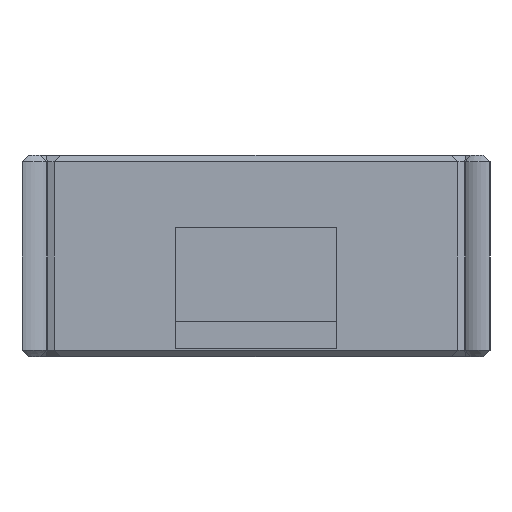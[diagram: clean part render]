
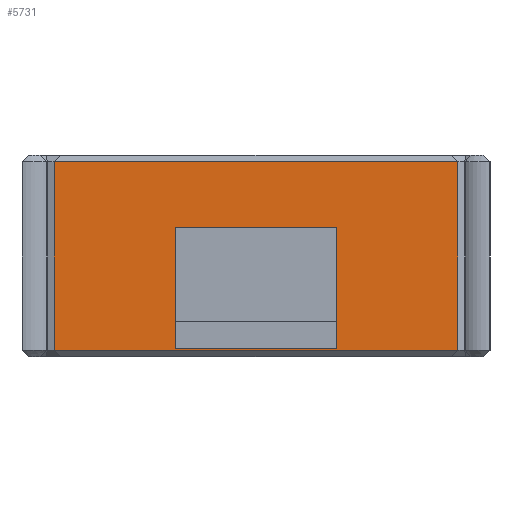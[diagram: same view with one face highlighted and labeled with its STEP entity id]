
A CAD part, left-side view. The second image highlights one B-rep face of the part: STEP entity #5731.
In plain terms, the highlighted planar face has unit normal (-1, 0, 0).
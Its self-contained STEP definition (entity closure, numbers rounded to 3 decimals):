
#535=CARTESIAN_POINT('Vertex',(-30.,-6.,0.6)) ;
#538=CARTESIAN_POINT('Line Origine',(-30.,-6.,5.1)) ;
#542=CARTESIAN_POINT('Vertex',(-30.,-6.,9.6)) ;
#564=CARTESIAN_POINT('Line Origine',(-30.,0.,0.6)) ;
#568=CARTESIAN_POINT('Vertex',(-30.,6.,0.6)) ;
#594=CARTESIAN_POINT('Vertex',(-30.,6.,9.6)) ;
#597=CARTESIAN_POINT('Line Origine',(-30.,6.,5.1)) ;
#626=CARTESIAN_POINT('Line Origine',(-30.,0.,9.6)) ;
#1520=CARTESIAN_POINT('Vertex',(-30.,15.,14.5)) ;
#1548=CARTESIAN_POINT('Vertex',(-30.,-15.,14.5)) ;
#1558=CARTESIAN_POINT('Line Origine',(-30.,0.,14.5)) ;
#5636=CARTESIAN_POINT('Line Origine',(-30.,15.,7.5)) ;
#5640=CARTESIAN_POINT('Vertex',(-30.,15.,0.5)) ;
#5664=CARTESIAN_POINT('Vertex',(-30.,-15.,0.5)) ;
#5674=CARTESIAN_POINT('Line Origine',(-30.,-15.,7.5)) ;
#5709=CARTESIAN_POINT('Axis2P3D Location',(-30.,-15.,0.)) ;
#5714=CARTESIAN_POINT('Line Origine',(-30.,0.,0.5)) ;
#539=DIRECTION('Vector Direction',(0.,0.,-1.)) ;
#565=DIRECTION('Vector Direction',(0.,-1.,0.)) ;
#598=DIRECTION('Vector Direction',(0.,0.,-1.)) ;
#627=DIRECTION('Vector Direction',(0.,-1.,0.)) ;
#1559=DIRECTION('Vector Direction',(0.,1.,0.)) ;
#5637=DIRECTION('Vector Direction',(0.,0.,1.)) ;
#5675=DIRECTION('Vector Direction',(0.,0.,1.)) ;
#5710=DIRECTION('Axis2P3D Direction',(1.,0.,0.)) ;
#5711=DIRECTION('Axis2P3D XDirection',(0.,1.,0.)) ;
#5715=DIRECTION('Vector Direction',(0.,1.,0.)) ;
#5712=AXIS2_PLACEMENT_3D('Plane Axis2P3D',#5709,#5710,#5711) ;
#5720=ORIENTED_EDGE('',*,*,#5718,.T.) ;
#5721=ORIENTED_EDGE('',*,*,#5678,.T.) ;
#5722=ORIENTED_EDGE('',*,*,#1562,.F.) ;
#5723=ORIENTED_EDGE('',*,*,#5642,.F.) ;
#5726=ORIENTED_EDGE('',*,*,#570,.F.) ;
#5727=ORIENTED_EDGE('',*,*,#601,.F.) ;
#5728=ORIENTED_EDGE('',*,*,#630,.T.) ;
#5729=ORIENTED_EDGE('',*,*,#544,.T.) ;
#5730=FACE_BOUND('',#5725,.T.) ;
#540=VECTOR('Line Direction',#539,1.) ;
#566=VECTOR('Line Direction',#565,1.) ;
#599=VECTOR('Line Direction',#598,1.) ;
#628=VECTOR('Line Direction',#627,1.) ;
#1560=VECTOR('Line Direction',#1559,1.) ;
#5638=VECTOR('Line Direction',#5637,1.) ;
#5676=VECTOR('Line Direction',#5675,1.) ;
#5716=VECTOR('Line Direction',#5715,1.) ;
#5731=ADVANCED_FACE('Arduino',(#5724,#5730),#5713,.F.) ;
#544=EDGE_CURVE('',#543,#536,#541,.T.) ;
#570=EDGE_CURVE('',#569,#536,#567,.T.) ;
#601=EDGE_CURVE('',#595,#569,#600,.T.) ;
#630=EDGE_CURVE('',#595,#543,#629,.T.) ;
#1562=EDGE_CURVE('',#1521,#1549,#1561,.F.) ;
#5642=EDGE_CURVE('',#5641,#1521,#5639,.T.) ;
#5678=EDGE_CURVE('',#5665,#1549,#5677,.T.) ;
#5718=EDGE_CURVE('',#5641,#5665,#5717,.F.) ;
#5719=EDGE_LOOP('',(#5720,#5721,#5722,#5723)) ;
#5725=EDGE_LOOP('',(#5726,#5727,#5728,#5729)) ;
#5724=FACE_OUTER_BOUND('',#5719,.T.) ;
#541=LINE('Line',#538,#540) ;
#567=LINE('Line',#564,#566) ;
#600=LINE('Line',#597,#599) ;
#629=LINE('Line',#626,#628) ;
#1561=LINE('Line',#1558,#1560) ;
#5639=LINE('Line',#5636,#5638) ;
#5677=LINE('Line',#5674,#5676) ;
#5717=LINE('Line',#5714,#5716) ;
#5713=PLANE('Plane',#5712) ;
#536=VERTEX_POINT('',#535) ;
#543=VERTEX_POINT('',#542) ;
#569=VERTEX_POINT('',#568) ;
#595=VERTEX_POINT('',#594) ;
#1521=VERTEX_POINT('',#1520) ;
#1549=VERTEX_POINT('',#1548) ;
#5641=VERTEX_POINT('',#5640) ;
#5665=VERTEX_POINT('',#5664) ;
